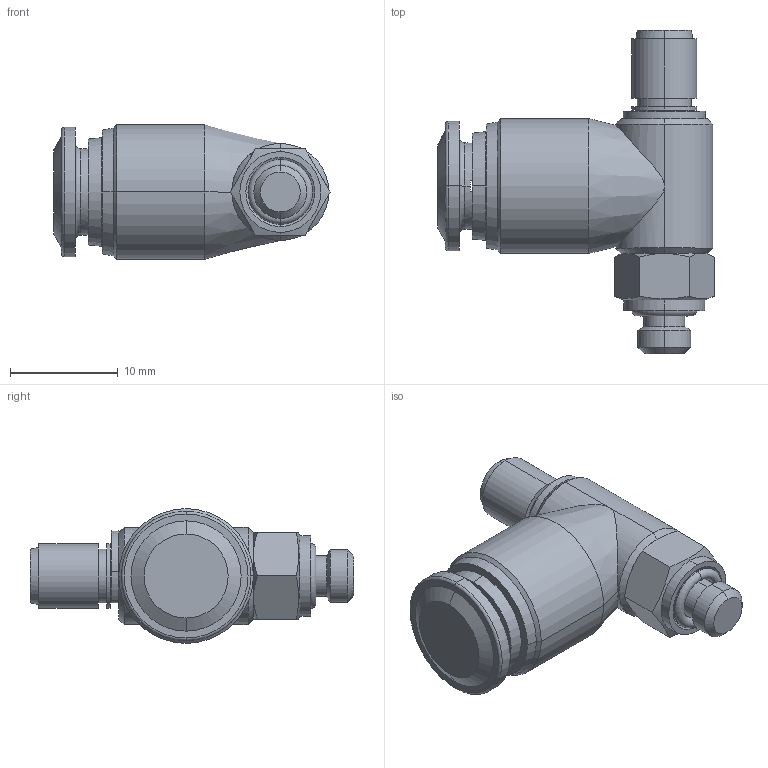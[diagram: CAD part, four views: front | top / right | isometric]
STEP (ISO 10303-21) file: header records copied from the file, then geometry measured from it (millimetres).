
FILE_DESCRIPTION (( 'STEP AP214' ), '1' );
FILE_NAME ('5791000007A.step', '2012-10-22T17:40:26', ( '' ), ( '' ), 'SwSTEP 2.0', 'SolidWorks 2012', '' );
FILE_SCHEMA (( 'AUTOMOTIVE_DESIGN' ));
Length unit declared in the file: millimetre
Products named in the file (1): 5791000007A
Bounding box: 25.62 x 30 x 12.5 mm (x, y, z)
Volume: 3223.9 mm3; surface area: 1698.7 mm2
Topology: 1 solids, 1 shells, 108 faces, 251 edges, 154 vertices
Faces by surface type: cylinder 32, cone 32, plane 30, torus 14
Entity records: 3484 total; most frequent: CARTESIAN_POINT 688, DIRECTION 581, ORIENTED_EDGE 502, EDGE_CURVE 251, AXIS2_PLACEMENT_3D 247, VERTEX_POINT 154, CIRCLE 138, EDGE_LOOP 119
